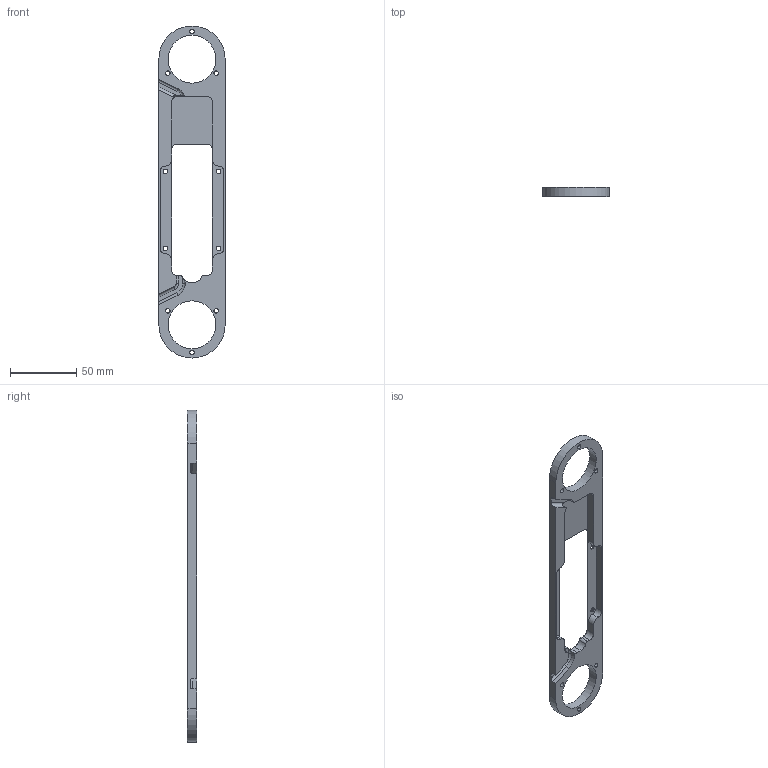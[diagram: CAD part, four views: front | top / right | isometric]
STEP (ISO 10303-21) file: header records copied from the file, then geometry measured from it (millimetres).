
FILE_DESCRIPTION(/* description */ (''),/* implementation_level */ '2;1');
FILE_NAME(/* name */ 'P401.step',/* time_stamp */ '2025-06-25T17:52:58+02:00',/* author */ (''),/* organization */ (''),/* preprocessor_version */ 'ST-DEVELOPER v20.1',/* originating_system */ 'Autodesk Translation Framework v14.10.0.0',/* authorisation */ '');
FILE_SCHEMA (('AUTOMOTIVE_DESIGN { 1 0 10303 214 3 1 1 }'));
Length unit declared in the file: millimetre
Products named in the file (1): FusionComponent
Bounding box: 50 x 7 x 250 mm (x, y, z)
Volume: 32552 mm3; surface area: 22063.7 mm2
Topology: 1 solids, 1 shells, 78 faces, 221 edges, 144 vertices
Faces by surface type: cylinder 44, plane 26, torus 5, bspline 3
Full cylindrical faces by diameter (mm): 3.4 x10, 36 x2
Entity records: 2739 total; most frequent: CARTESIAN_POINT 565, DIRECTION 459, ORIENTED_EDGE 442, EDGE_CURVE 221, AXIS2_PLACEMENT_3D 171, VERTEX_POINT 144, LINE 117, VECTOR 117
